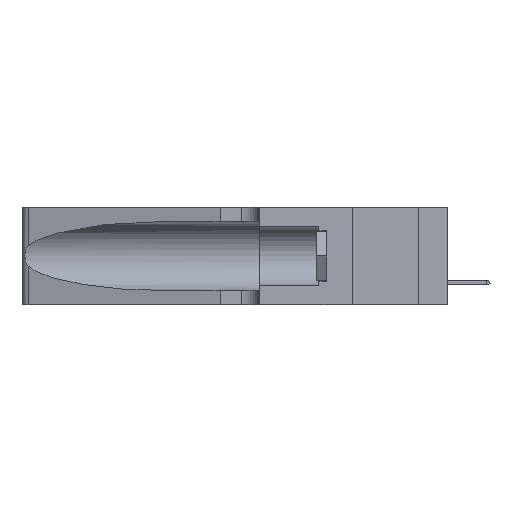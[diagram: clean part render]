
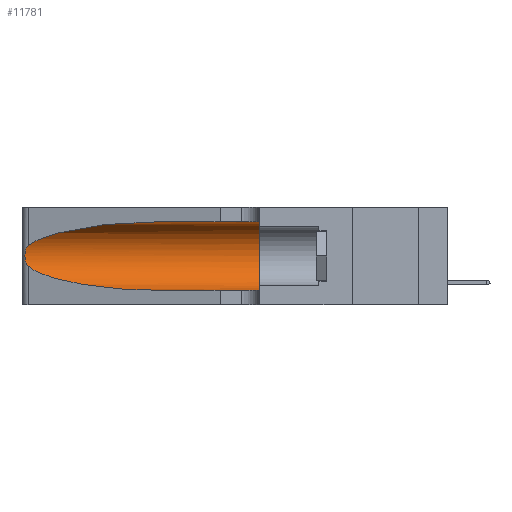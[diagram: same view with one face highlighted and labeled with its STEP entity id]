
A CAD part, left-side view. The second image highlights one B-rep face of the part: STEP entity #11781.
In plain terms, the highlighted cylindrical face has radius 3.308 mm (diameter 6.617 mm), a partial arc.
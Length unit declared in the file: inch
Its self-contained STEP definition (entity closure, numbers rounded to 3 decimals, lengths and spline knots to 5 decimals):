
#79 = FACE_OUTER_BOUND ( 'NONE', #14553, .T. ) ;
#1843 = CARTESIAN_POINT ( 'NONE',  ( 0.25639, 1.23186, 0.15144 ) ) ;
#2840 = CARTESIAN_POINT ( 'NONE',  ( 0.1305, 0.35, 0.31525 ) ) ;
#2868 = AXIS2_PLACEMENT_3D ( 'NONE', #18227, #15228, #18543 ) ;
#4173 = CARTESIAN_POINT ( 'NONE',  ( 0.1305, 0.72297, 0.05475 ) ) ;
#5072 = LINE ( 'NONE', #17550, #45433 ) ;
#5151 =( BOUNDED_CURVE ( )  B_SPLINE_CURVE ( 3, ( #18736, #33195, #33348, #19046 ),
 .UNSPECIFIED., .F., .T. ) 
 B_SPLINE_CURVE_WITH_KNOTS ( ( 4, 4 ),
 ( 3.44316, 4.71239 ),
 .UNSPECIFIED. ) 
 CURVE ( )  GEOMETRIC_REPRESENTATION_ITEM ( )  RATIONAL_B_SPLINE_CURVE ( ( 1., 0.87, 0.87, 1. ) ) 
 REPRESENTATION_ITEM ( '' )  );
#5168 = CARTESIAN_POINT ( 'NONE',  ( 0.25789, 1.23486, 0.15765 ) ) ;
#5842 = CARTESIAN_POINT ( 'NONE',  ( 0.25487, 1.22718, 0.22369 ) ) ;
#8578 = EDGE_CURVE ( 'NONE', #15765, #44714, #30069, .T. ) ;
#9573 = EDGE_CURVE ( 'NONE', #31109, #25925, #33385, .T. ) ;
#11579 = CARTESIAN_POINT ( 'NONE',  ( 0.26075, 1.23896, 0.178 ) ) ;
#11748 = EDGE_CURVE ( 'NONE', #15765, #26903, #5072, .T. ) ;
#11781 = ADVANCED_FACE ( 'NONE', ( #79 ), #22361, .F. ) ;
#11812 = EDGE_CURVE ( 'NONE', #26903, #25925, #22925, .T. ) ;
#13182 = CARTESIAN_POINT ( 'NONE',  ( 0.1305, 1.61858, 0.05475 ) ) ;
#14059 = ORIENTED_EDGE ( 'NONE', *, *, #11748, .F. ) ;
#14553 = EDGE_LOOP ( 'NONE', ( #43371, #36828, #23486, #44282, #32791, #14059 ) ) ;
#15228 = DIRECTION ( 'NONE',  ( 0., 1., 0. ) ) ;
#15275 = CARTESIAN_POINT ( 'NONE',  ( 0.1305, 1.61858, 0.185 ) ) ;
#15765 = VERTEX_POINT ( 'NONE', #25046 ) ;
#17550 = CARTESIAN_POINT ( 'NONE',  ( 0.1305, 1.61858, 0.31525 ) ) ;
#18227 = CARTESIAN_POINT ( 'NONE',  ( 0.1305, 0.35, 0.185 ) ) ;
#18271 = DIRECTION ( 'NONE',  ( 0., -1., 0. ) ) ;
#18543 = DIRECTION ( 'NONE',  ( 0., 0., 1. ) ) ;
#18736 = CARTESIAN_POINT ( 'NONE',  ( 0.25487, 1.22718, 0.14631 ) ) ;
#19046 = CARTESIAN_POINT ( 'NONE',  ( 0.1305, 0.72297, 0.05475 ) ) ;
#20577 = DIRECTION ( 'NONE',  ( 0., 0., -1. ) ) ;
#22361 = CYLINDRICAL_SURFACE ( 'NONE', #42195, 0.13025 ) ;
#22670 = DIRECTION ( 'NONE',  ( 0., -1., 0. ) ) ;
#22925 = CIRCLE ( 'NONE', #2868, 0.13025 ) ;
#23486 = ORIENTED_EDGE ( 'NONE', *, *, #24842, .T. ) ;
#23906 = VECTOR ( 'NONE', #24031, 39.37008 ) ;
#24031 = DIRECTION ( 'NONE',  ( 0., -1., 0. ) ) ;
#24842 = EDGE_CURVE ( 'NONE', #28046, #31109, #5151, .T. ) ;
#25046 = CARTESIAN_POINT ( 'NONE',  ( 0.1305, 0.72297, 0.31525 ) ) ;
#25140 = CARTESIAN_POINT ( 'NONE',  ( 0.25487, 1.22718, 0.14631 ) ) ;
#25209 = B_SPLINE_CURVE_WITH_KNOTS ( 'NONE', 3,
 ( #45694, #36211, #41728, #39324, #39942, #38901, #44006, #11579, #40582, #44150, #5168, #1843, #34141, #37748 ),
 .UNSPECIFIED., .F., .F.,
 ( 4, 2, 2, 2, 2, 2, 4 ),
 ( 0., 0.00027, 0.00053, 0.00107, 0.0016, 0.00187, 0.00214 ),
 .UNSPECIFIED. ) ;
#25925 = VERTEX_POINT ( 'NONE', #38717 ) ;
#26903 = VERTEX_POINT ( 'NONE', #2840 ) ;
#28046 = VERTEX_POINT ( 'NONE', #25140 ) ;
#28064 = CARTESIAN_POINT ( 'NONE',  ( 0.2373, 1.15595, 0.28018 ) ) ;
#30069 =( BOUNDED_CURVE ( )  B_SPLINE_CURVE ( 3, ( #46097, #38917, #28064, #31349 ),
 .UNSPECIFIED., .F., .T. ) 
 B_SPLINE_CURVE_WITH_KNOTS ( ( 4, 4 ),
 ( 1.5708, 2.84003 ),
 .UNSPECIFIED. ) 
 CURVE ( )  GEOMETRIC_REPRESENTATION_ITEM ( )  RATIONAL_B_SPLINE_CURVE ( ( 1., 0.87, 0.87, 1. ) ) 
 REPRESENTATION_ITEM ( '' )  );
#31109 = VERTEX_POINT ( 'NONE', #4173 ) ;
#31349 = CARTESIAN_POINT ( 'NONE',  ( 0.25487, 1.22718, 0.22369 ) ) ;
#32791 = ORIENTED_EDGE ( 'NONE', *, *, #11812, .F. ) ;
#33195 = CARTESIAN_POINT ( 'NONE',  ( 0.2373, 1.15595, 0.08982 ) ) ;
#33348 = CARTESIAN_POINT ( 'NONE',  ( 0.18966, 0.96281, 0.05475 ) ) ;
#33385 = LINE ( 'NONE', #13182, #23906 ) ;
#33614 = EDGE_CURVE ( 'NONE', #44714, #28046, #25209, .T. ) ;
#34141 = CARTESIAN_POINT ( 'NONE',  ( 0.25555, 1.22993, 0.14849 ) ) ;
#36211 = CARTESIAN_POINT ( 'NONE',  ( 0.25555, 1.22994, 0.2215 ) ) ;
#36828 = ORIENTED_EDGE ( 'NONE', *, *, #33614, .T. ) ;
#37748 = CARTESIAN_POINT ( 'NONE',  ( 0.25487, 1.22718, 0.14631 ) ) ;
#38717 = CARTESIAN_POINT ( 'NONE',  ( 0.1305, 0.35, 0.05475 ) ) ;
#38901 = CARTESIAN_POINT ( 'NONE',  ( 0.26018, 1.23835, 0.19895 ) ) ;
#38917 = CARTESIAN_POINT ( 'NONE',  ( 0.18966, 0.96281, 0.31525 ) ) ;
#39324 = CARTESIAN_POINT ( 'NONE',  ( 0.25787, 1.23484, 0.2124 ) ) ;
#39942 = CARTESIAN_POINT ( 'NONE',  ( 0.25854, 1.2359, 0.20912 ) ) ;
#40582 = CARTESIAN_POINT ( 'NONE',  ( 0.26017, 1.23833, 0.17102 ) ) ;
#41728 = CARTESIAN_POINT ( 'NONE',  ( 0.25639, 1.23184, 0.21858 ) ) ;
#42195 = AXIS2_PLACEMENT_3D ( 'NONE', #15275, #22670, #20577 ) ;
#43371 = ORIENTED_EDGE ( 'NONE', *, *, #8578, .T. ) ;
#44006 = CARTESIAN_POINT ( 'NONE',  ( 0.26075, 1.23896, 0.19203 ) ) ;
#44150 = CARTESIAN_POINT ( 'NONE',  ( 0.25856, 1.23593, 0.16098 ) ) ;
#44282 = ORIENTED_EDGE ( 'NONE', *, *, #9573, .T. ) ;
#44714 = VERTEX_POINT ( 'NONE', #5842 ) ;
#45433 = VECTOR ( 'NONE', #18271, 39.37008 ) ;
#45694 = CARTESIAN_POINT ( 'NONE',  ( 0.25487, 1.22718, 0.22369 ) ) ;
#46097 = CARTESIAN_POINT ( 'NONE',  ( 0.1305, 0.72297, 0.31525 ) ) ;
